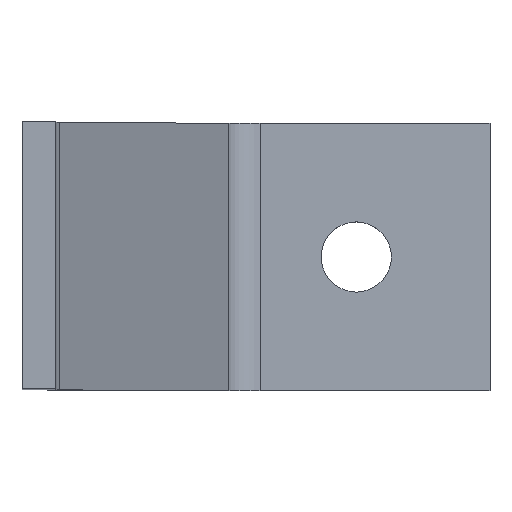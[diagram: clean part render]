
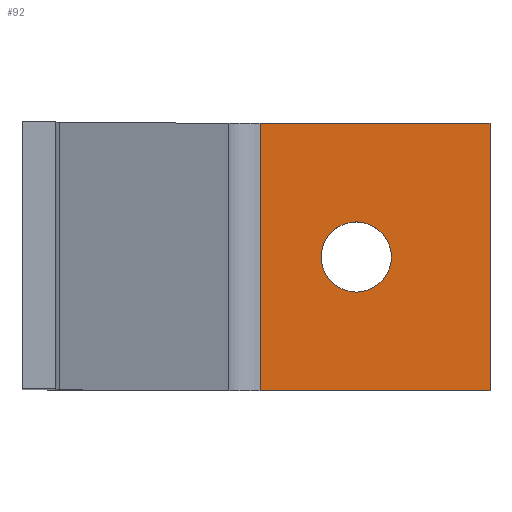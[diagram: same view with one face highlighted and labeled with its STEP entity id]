
A CAD part, top view. The second image highlights one B-rep face of the part: STEP entity #92.
In plain terms, the highlighted planar face has unit normal (0, 0, 1).
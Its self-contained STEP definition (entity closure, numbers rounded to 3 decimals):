
#17=CARTESIAN_POINT('',(20.,20.,5.));
#18=VERTEX_POINT('',#17);
#25=CARTESIAN_POINT('',(20.,-20.,5.));
#26=VERTEX_POINT('',#25);
#27=CARTESIAN_POINT('',(20.,-20.,5.));
#28=DIRECTION('',(0.0,1.0,0.0));
#29=VECTOR('',#28,40.);
#30=LINE('',#27,#29);
#31=EDGE_CURVE('',#26,#18,#30,.T.);
#42=CARTESIAN_POINT('',(20.,-20.,5.));
#43=DIRECTION('',(0.0,0.0,-1.0));
#44=DIRECTION('',(-1.0,0.0,0.0));
#45=AXIS2_PLACEMENT_3D('',#42,#43,#44);
#46=PLANE('',#45);
#47=ORIENTED_EDGE('',*,*,#31,.T.);
#48=CARTESIAN_POINT('',(-14.387,20.,5.));
#49=VERTEX_POINT('',#48);
#50=CARTESIAN_POINT('',(20.,20.,5.));
#51=DIRECTION('',(-1.0,0.0,0.0));
#52=VECTOR('',#51,34.387);
#53=LINE('',#50,#52);
#54=EDGE_CURVE('',#18,#49,#53,.T.);
#55=ORIENTED_EDGE('',*,*,#54,.T.);
#56=CARTESIAN_POINT('',(-14.387,-20.,5.));
#57=VERTEX_POINT('',#56);
#58=CARTESIAN_POINT('',(-14.387,-20.,5.));
#59=DIRECTION('',(0.0,1.0,0.0));
#60=VECTOR('',#59,40.);
#61=LINE('',#58,#60);
#62=EDGE_CURVE('',#57,#49,#61,.T.);
#63=ORIENTED_EDGE('',*,*,#62,.F.);
#64=CARTESIAN_POINT('',(20.,-20.,5.));
#65=DIRECTION('',(-1.0,0.0,0.0));
#66=VECTOR('',#65,34.387);
#67=LINE('',#64,#66);
#68=EDGE_CURVE('',#26,#57,#67,.T.);
#69=ORIENTED_EDGE('',*,*,#68,.F.);
#70=EDGE_LOOP('',(#47,#55,#63,#69));
#71=FACE_OUTER_BOUND('',#70,.T.);
#72=CARTESIAN_POINT('',(5.25,0.,5.));
#73=VERTEX_POINT('',#72);
#74=CARTESIAN_POINT('',(-5.25,0.,5.));
#75=VERTEX_POINT('',#74);
#76=CARTESIAN_POINT('',(0.0,0.,5.));
#77=DIRECTION('',(0.0,0.,1.0));
#78=DIRECTION('',(-1.0,0.0,0.0));
#79=AXIS2_PLACEMENT_3D('',#76,#77,#78);
#80=CIRCLE('',#79,5.25);
#81=EDGE_CURVE('',#73,#75,#80,.T.);
#82=ORIENTED_EDGE('',*,*,#81,.F.);
#83=CARTESIAN_POINT('',(0.0,0.,5.));
#84=DIRECTION('',(0.0,0.,1.0));
#85=DIRECTION('',(-1.0,0.0,0.0));
#86=AXIS2_PLACEMENT_3D('',#83,#84,#85);
#87=CIRCLE('',#86,5.25);
#88=EDGE_CURVE('',#75,#73,#87,.T.);
#89=ORIENTED_EDGE('',*,*,#88,.F.);
#90=EDGE_LOOP('',(#82,#89));
#91=FACE_BOUND('',#90,.T.);
#92=ADVANCED_FACE('',(#71,#91),#46,.F.);
